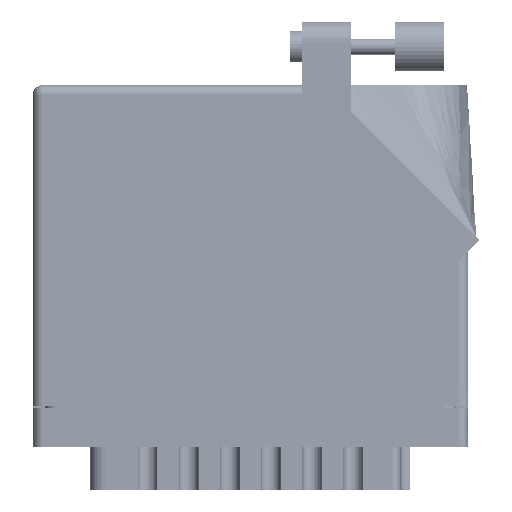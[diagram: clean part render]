
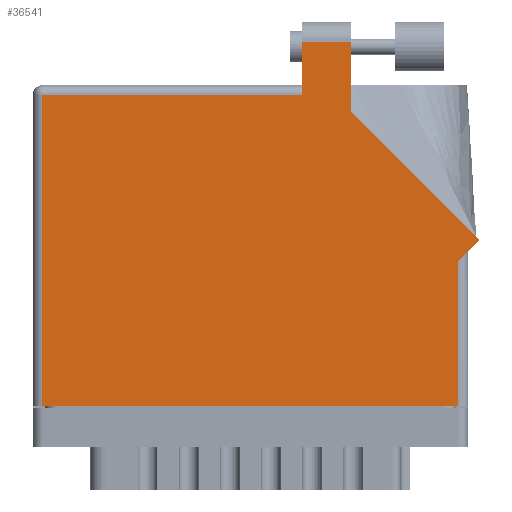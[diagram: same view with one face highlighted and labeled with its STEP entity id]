
A CAD part, front view. The second image highlights one B-rep face of the part: STEP entity #36541.
In plain terms, the highlighted face is planar.
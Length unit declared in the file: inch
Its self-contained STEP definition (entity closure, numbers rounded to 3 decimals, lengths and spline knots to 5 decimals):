
#13 = VECTOR ( 'NONE', #53906, 39.37008 ) ;
#1779 = CARTESIAN_POINT ( 'NONE',  ( 0.062, 1.968, 0. ) ) ;
#2657 = CARTESIAN_POINT ( 'NONE',  ( 2.755, 0.98, 0. ) ) ;
#3612 = DIRECTION ( 'NONE',  ( 0.707, 0.707, 0. ) ) ;
#5093 = EDGE_CURVE ( 'NONE', #23146, #83492, #86107, .T. ) ;
#5508 = LINE ( 'NONE', #88018, #69713 ) ;
#7206 = ORIENTED_EDGE ( 'NONE', *, *, #38397, .T. ) ;
#8350 = VECTOR ( 'NONE', #3612, 39.37008 ) ;
#8616 = ORIENTED_EDGE ( 'NONE', *, *, #40382, .T. ) ;
#11808 = LINE ( 'NONE', #79252, #41017 ) ;
#12890 = VERTEX_POINT ( 'NONE', #22105 ) ;
#13063 = LINE ( 'NONE', #2657, #8350 ) ;
#14019 = CARTESIAN_POINT ( 'NONE',  ( 2.82571, 1.05071, 0. ) ) ;
#14331 = CARTESIAN_POINT ( 'NONE',  ( 2.012, 1.86442, 0. ) ) ;
#14819 = EDGE_CURVE ( 'NONE', #12890, #45329, #16384, .T. ) ;
#16384 = LINE ( 'NONE', #91019, #13 ) ;
#19095 = CARTESIAN_POINT ( 'NONE',  ( 1.705, 2.03, 0. ) ) ;
#21094 = VERTEX_POINT ( 'NONE', #14331 ) ;
#22105 = CARTESIAN_POINT ( 'NONE',  ( 2.012, 2.305, 0. ) ) ;
#22804 = DIRECTION ( 'NONE',  ( 1., 0., 0. ) ) ;
#23146 = VERTEX_POINT ( 'NONE', #1779 ) ;
#23611 = ORIENTED_EDGE ( 'NONE', *, *, #5093, .T. ) ;
#24910 = CARTESIAN_POINT ( 'NONE',  ( 2.693, 0., 0. ) ) ;
#25963 = VERTEX_POINT ( 'NONE', #56049 ) ;
#26020 = ORIENTED_EDGE ( 'NONE', *, *, #14819, .T. ) ;
#26520 = VERTEX_POINT ( 'NONE', #68388 ) ;
#27394 = VECTOR ( 'NONE', #56326, 39.37008 ) ;
#27510 = DIRECTION ( 'NONE',  ( 0., 1., 0. ) ) ;
#28502 = CARTESIAN_POINT ( 'NONE',  ( 0.062, 0., 0. ) ) ;
#30829 = LINE ( 'NONE', #19095, #50628 ) ;
#31525 = CARTESIAN_POINT ( 'NONE',  ( 1.705, 2.305, 0. ) ) ;
#34099 = DIRECTION ( 'NONE',  ( 0., -1., 0. ) ) ;
#34342 = DIRECTION ( 'NONE',  ( 0., 0., -1. ) ) ;
#34761 = EDGE_LOOP ( 'NONE', ( #70636, #26020, #7206, #58531, #23611, #88794, #53211, #8616, #53814 ) ) ;
#35276 = VERTEX_POINT ( 'NONE', #24910 ) ;
#36541 = ADVANCED_FACE ( 'NONE', ( #41666 ), #60562, .F. ) ;
#38397 = EDGE_CURVE ( 'NONE', #45329, #26520, #30829, .T. ) ;
#40382 = EDGE_CURVE ( 'NONE', #25963, #40651, #13063, .T. ) ;
#40651 = VERTEX_POINT ( 'NONE', #14019 ) ;
#41017 = VECTOR ( 'NONE', #64952, 39.37008 ) ;
#41666 = FACE_OUTER_BOUND ( 'NONE', #34761, .T. ) ;
#41994 = AXIS2_PLACEMENT_3D ( 'NONE', #84913, #34342, #92155 ) ;
#45329 = VERTEX_POINT ( 'NONE', #31525 ) ;
#48927 = EDGE_CURVE ( 'NONE', #83492, #35276, #65048, .T. ) ;
#49318 = EDGE_CURVE ( 'NONE', #35276, #25963, #89527, .T. ) ;
#49483 = EDGE_CURVE ( 'NONE', #21094, #12890, #5508, .T. ) ;
#50628 = VECTOR ( 'NONE', #34099, 39.37008 ) ;
#53211 = ORIENTED_EDGE ( 'NONE', *, *, #49318, .T. ) ;
#53814 = ORIENTED_EDGE ( 'NONE', *, *, #70906, .T. ) ;
#53906 = DIRECTION ( 'NONE',  ( -1., 0., 0. ) ) ;
#56049 = CARTESIAN_POINT ( 'NONE',  ( 2.693, 0.918, 0. ) ) ;
#56326 = DIRECTION ( 'NONE',  ( -1., 0., 0. ) ) ;
#56507 = CARTESIAN_POINT ( 'NONE',  ( 2.693, 0.98, 0. ) ) ;
#58531 = ORIENTED_EDGE ( 'NONE', *, *, #61158, .T. ) ;
#59221 = VECTOR ( 'NONE', #22804, 39.37008 ) ;
#60562 = PLANE ( 'NONE',  #41994 ) ;
#61158 = EDGE_CURVE ( 'NONE', #26520, #23146, #75189, .T. ) ;
#64952 = DIRECTION ( 'NONE',  ( -0.707, 0.707, 0. ) ) ;
#65048 = LINE ( 'NONE', #74631, #59221 ) ;
#66392 = VECTOR ( 'NONE', #73505, 39.37008 ) ;
#68388 = CARTESIAN_POINT ( 'NONE',  ( 1.705, 1.968, 0. ) ) ;
#69713 = VECTOR ( 'NONE', #27510, 39.37008 ) ;
#70636 = ORIENTED_EDGE ( 'NONE', *, *, #49483, .T. ) ;
#70906 = EDGE_CURVE ( 'NONE', #40651, #21094, #11808, .T. ) ;
#73505 = DIRECTION ( 'NONE',  ( 0., -1., 0. ) ) ;
#74631 = CARTESIAN_POINT ( 'NONE',  ( 0., 0., 0. ) ) ;
#75189 = LINE ( 'NONE', #77851, #27394 ) ;
#76805 = VECTOR ( 'NONE', #78984, 39.37008 ) ;
#77851 = CARTESIAN_POINT ( 'NONE',  ( 0., 1.968, 0. ) ) ;
#78984 = DIRECTION ( 'NONE',  ( 0., 1., 0. ) ) ;
#79252 = CARTESIAN_POINT ( 'NONE',  ( 2.82571, 1.05071, 0. ) ) ;
#83492 = VERTEX_POINT ( 'NONE', #95746 ) ;
#84913 = CARTESIAN_POINT ( 'NONE',  ( 0., 2.03, 0. ) ) ;
#86107 = LINE ( 'NONE', #28502, #66392 ) ;
#88018 = CARTESIAN_POINT ( 'NONE',  ( 2.012, 1.86442, 0. ) ) ;
#88794 = ORIENTED_EDGE ( 'NONE', *, *, #48927, .T. ) ;
#89527 = LINE ( 'NONE', #56507, #76805 ) ;
#91019 = CARTESIAN_POINT ( 'NONE',  ( 1.705, 2.305, 0. ) ) ;
#92155 = DIRECTION ( 'NONE',  ( -1., 0., 0. ) ) ;
#95746 = CARTESIAN_POINT ( 'NONE',  ( 0.062, 0., 0. ) ) ;
